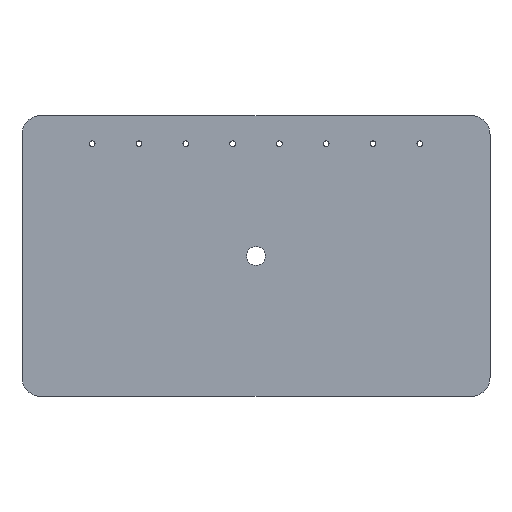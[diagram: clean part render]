
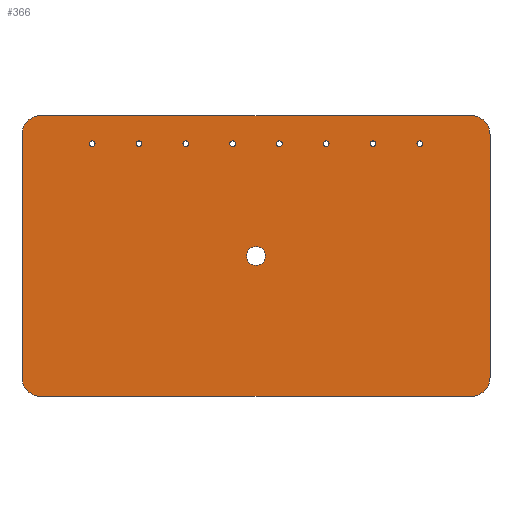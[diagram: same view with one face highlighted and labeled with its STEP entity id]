
A CAD part, top view. The second image highlights one B-rep face of the part: STEP entity #366.
In plain terms, the highlighted planar face has unit normal (0, 0, 1).
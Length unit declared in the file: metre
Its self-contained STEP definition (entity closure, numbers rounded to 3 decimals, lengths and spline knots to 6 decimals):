
#21=CIRCLE('',#384,0.02);
#23=CIRCLE('',#388,0.02);
#25=CIRCLE('',#392,0.02);
#26=CIRCLE('',#395,0.003);
#28=CIRCLE('',#398,0.003);
#30=CIRCLE('',#401,0.003);
#32=CIRCLE('',#404,0.003);
#34=CIRCLE('',#407,0.003);
#36=CIRCLE('',#410,0.003);
#38=CIRCLE('',#413,0.003);
#40=CIRCLE('',#416,0.003);
#42=CIRCLE('',#419,0.01);
#45=CIRCLE('',#423,0.02);
#109=ORIENTED_EDGE('',*,*,#181,.F.);
#110=ORIENTED_EDGE('',*,*,#179,.F.);
#111=ORIENTED_EDGE('',*,*,#177,.F.);
#112=ORIENTED_EDGE('',*,*,#175,.F.);
#113=ORIENTED_EDGE('',*,*,#173,.F.);
#114=ORIENTED_EDGE('',*,*,#171,.F.);
#115=ORIENTED_EDGE('',*,*,#169,.F.);
#116=ORIENTED_EDGE('',*,*,#167,.F.);
#117=ORIENTED_EDGE('',*,*,#165,.F.);
#118=ORIENTED_EDGE('',*,*,#145,.F.);
#119=ORIENTED_EDGE('',*,*,#149,.T.);
#120=ORIENTED_EDGE('',*,*,#152,.T.);
#121=ORIENTED_EDGE('',*,*,#155,.T.);
#122=ORIENTED_EDGE('',*,*,#158,.T.);
#123=ORIENTED_EDGE('',*,*,#161,.T.);
#124=ORIENTED_EDGE('',*,*,#164,.F.);
#125=ORIENTED_EDGE('',*,*,#184,.T.);
#145=EDGE_CURVE('',#187,#188,#221,.T.);
#149=EDGE_CURVE('',#187,#190,#21,.T.);
#152=EDGE_CURVE('',#190,#192,#226,.T.);
#155=EDGE_CURVE('',#192,#194,#23,.T.);
#158=EDGE_CURVE('',#194,#196,#230,.T.);
#161=EDGE_CURVE('',#196,#198,#25,.T.);
#164=EDGE_CURVE('',#200,#198,#234,.T.);
#165=EDGE_CURVE('',#201,#201,#26,.T.);
#167=EDGE_CURVE('',#203,#203,#28,.T.);
#169=EDGE_CURVE('',#205,#205,#30,.T.);
#171=EDGE_CURVE('',#207,#207,#32,.T.);
#173=EDGE_CURVE('',#209,#209,#34,.T.);
#175=EDGE_CURVE('',#211,#211,#36,.T.);
#177=EDGE_CURVE('',#213,#213,#38,.T.);
#179=EDGE_CURVE('',#215,#215,#40,.T.);
#181=EDGE_CURVE('',#217,#217,#42,.T.);
#184=EDGE_CURVE('',#200,#188,#45,.T.);
#187=VERTEX_POINT('',#540);
#188=VERTEX_POINT('',#542);
#190=VERTEX_POINT('',#548);
#192=VERTEX_POINT('',#554);
#194=VERTEX_POINT('',#560);
#196=VERTEX_POINT('',#566);
#198=VERTEX_POINT('',#572);
#200=VERTEX_POINT('',#578);
#201=VERTEX_POINT('',#582);
#203=VERTEX_POINT('',#587);
#205=VERTEX_POINT('',#592);
#207=VERTEX_POINT('',#597);
#209=VERTEX_POINT('',#602);
#211=VERTEX_POINT('',#607);
#213=VERTEX_POINT('',#612);
#215=VERTEX_POINT('',#617);
#217=VERTEX_POINT('',#622);
#221=LINE('',#541,#237);
#226=LINE('',#555,#242);
#230=LINE('',#567,#246);
#234=LINE('',#579,#250);
#237=VECTOR('',#432,1.);
#242=VECTOR('',#445,1.);
#246=VECTOR('',#457,1.);
#250=VECTOR('',#469,1.);
#277=EDGE_LOOP('',(#109));
#278=EDGE_LOOP('',(#110));
#279=EDGE_LOOP('',(#111));
#280=EDGE_LOOP('',(#112));
#281=EDGE_LOOP('',(#113));
#282=EDGE_LOOP('',(#114));
#283=EDGE_LOOP('',(#115));
#284=EDGE_LOOP('',(#116));
#285=EDGE_LOOP('',(#117));
#286=EDGE_LOOP('',(#118,#119,#120,#121,#122,#123,#124,#125));
#323=FACE_BOUND('',#277,.T.);
#324=FACE_BOUND('',#278,.T.);
#325=FACE_BOUND('',#279,.T.);
#326=FACE_BOUND('',#280,.T.);
#327=FACE_BOUND('',#281,.T.);
#328=FACE_BOUND('',#282,.T.);
#329=FACE_BOUND('',#283,.T.);
#330=FACE_BOUND('',#284,.T.);
#331=FACE_BOUND('',#285,.T.);
#332=FACE_BOUND('',#286,.T.);
#347=PLANE('',#424);
#366=ADVANCED_FACE('',(#323,#324,#325,#326,#327,#328,#329,#330,#331,#332),
#347,.T.);
#384=AXIS2_PLACEMENT_3D('',#549,#439,#440);
#388=AXIS2_PLACEMENT_3D('',#561,#451,#452);
#392=AXIS2_PLACEMENT_3D('',#573,#463,#464);
#395=AXIS2_PLACEMENT_3D('',#581,#472,#473);
#398=AXIS2_PLACEMENT_3D('',#586,#478,#479);
#401=AXIS2_PLACEMENT_3D('',#591,#484,#485);
#404=AXIS2_PLACEMENT_3D('',#596,#490,#491);
#407=AXIS2_PLACEMENT_3D('',#601,#496,#497);
#410=AXIS2_PLACEMENT_3D('',#606,#502,#503);
#413=AXIS2_PLACEMENT_3D('',#611,#508,#509);
#416=AXIS2_PLACEMENT_3D('',#616,#514,#515);
#419=AXIS2_PLACEMENT_3D('',#621,#520,#521);
#423=AXIS2_PLACEMENT_3D('',#627,#528,#529);
#424=AXIS2_PLACEMENT_3D('',#628,#530,#531);
#432=DIRECTION('',(0.,1.,0.));
#439=DIRECTION('',(0.,0.,1.));
#440=DIRECTION('',(1.,0.,0.));
#445=DIRECTION('',(1.,0.,0.));
#451=DIRECTION('',(0.,0.,1.));
#452=DIRECTION('',(1.,0.,0.));
#457=DIRECTION('',(0.,1.,0.));
#463=DIRECTION('',(0.,0.,1.));
#464=DIRECTION('',(1.,0.,0.));
#469=DIRECTION('',(1.,0.,0.));
#472=DIRECTION('',(0.,0.,1.));
#473=DIRECTION('',(1.,0.,0.));
#478=DIRECTION('',(0.,0.,1.));
#479=DIRECTION('',(1.,0.,0.));
#484=DIRECTION('',(0.,0.,1.));
#485=DIRECTION('',(1.,0.,0.));
#490=DIRECTION('',(0.,0.,1.));
#491=DIRECTION('',(1.,0.,0.));
#496=DIRECTION('',(0.,0.,1.));
#497=DIRECTION('',(1.,0.,0.));
#502=DIRECTION('',(0.,0.,1.));
#503=DIRECTION('',(1.,0.,0.));
#508=DIRECTION('',(0.,0.,1.));
#509=DIRECTION('',(1.,0.,0.));
#514=DIRECTION('',(0.,0.,1.));
#515=DIRECTION('',(1.,0.,0.));
#520=DIRECTION('',(0.,0.,1.));
#521=DIRECTION('',(1.,0.,0.));
#528=DIRECTION('',(0.,0.,1.));
#529=DIRECTION('',(1.,0.,0.));
#530=DIRECTION('',(0.,0.,1.));
#531=DIRECTION('',(1.,0.,0.));
#540=CARTESIAN_POINT('',(0.,0.02,0.002));
#541=CARTESIAN_POINT('',(0.,0.15,0.002));
#542=CARTESIAN_POINT('',(0.,0.28,0.002));
#548=CARTESIAN_POINT('',(0.02,0.,0.002));
#549=CARTESIAN_POINT('',(0.02,0.02,0.002));
#554=CARTESIAN_POINT('',(0.48,0.,0.002));
#555=CARTESIAN_POINT('',(0.25,0.,0.002));
#560=CARTESIAN_POINT('',(0.5,0.02,0.002));
#561=CARTESIAN_POINT('',(0.48,0.02,0.002));
#566=CARTESIAN_POINT('',(0.5,0.28,0.002));
#567=CARTESIAN_POINT('',(0.5,0.15,0.002));
#572=CARTESIAN_POINT('',(0.48,0.3,0.002));
#573=CARTESIAN_POINT('',(0.48,0.28,0.002));
#578=CARTESIAN_POINT('',(0.02,0.3,0.002));
#579=CARTESIAN_POINT('',(0.25,0.3,0.002));
#581=CARTESIAN_POINT('',(0.075,0.27,0.002));
#582=CARTESIAN_POINT('',(0.078,0.27,0.002));
#586=CARTESIAN_POINT('',(0.125,0.27,0.002));
#587=CARTESIAN_POINT('',(0.128,0.27,0.002));
#591=CARTESIAN_POINT('',(0.175,0.27,0.002));
#592=CARTESIAN_POINT('',(0.178,0.27,0.002));
#596=CARTESIAN_POINT('',(0.225,0.27,0.002));
#597=CARTESIAN_POINT('',(0.228,0.27,0.002));
#601=CARTESIAN_POINT('',(0.275,0.27,0.002));
#602=CARTESIAN_POINT('',(0.278,0.27,0.002));
#606=CARTESIAN_POINT('',(0.325,0.27,0.002));
#607=CARTESIAN_POINT('',(0.328,0.27,0.002));
#611=CARTESIAN_POINT('',(0.375,0.27,0.002));
#612=CARTESIAN_POINT('',(0.378,0.27,0.002));
#616=CARTESIAN_POINT('',(0.425,0.27,0.002));
#617=CARTESIAN_POINT('',(0.428,0.27,0.002));
#621=CARTESIAN_POINT('',(0.25,0.15,0.002));
#622=CARTESIAN_POINT('',(0.26,0.15,0.002));
#627=CARTESIAN_POINT('',(0.02,0.28,0.002));
#628=CARTESIAN_POINT('',(0.25,0.15,0.002));
